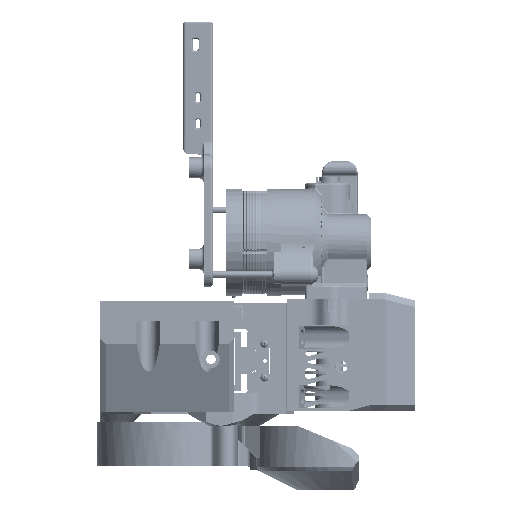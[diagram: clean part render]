
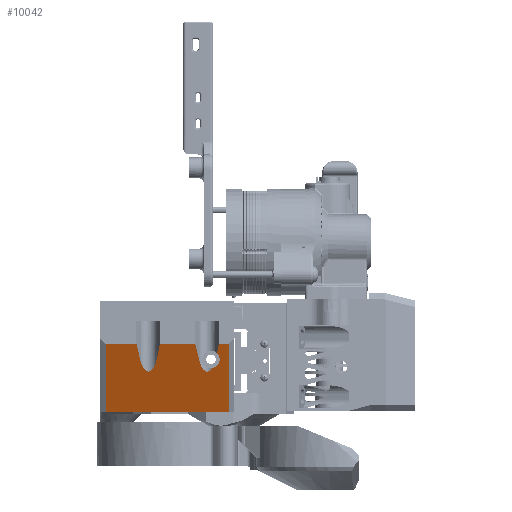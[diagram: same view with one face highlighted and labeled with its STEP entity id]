
A CAD part, left-side view. The second image highlights one B-rep face of the part: STEP entity #10042.
In plain terms, the highlighted planar face has unit normal (-0.92, 0, -0.392).
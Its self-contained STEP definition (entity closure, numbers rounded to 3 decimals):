
#10042=ADVANCED_FACE('',(#42228),#42230,.F.);
#42228=FACE_BOUND('',#42229,.T.);
#42229=EDGE_LOOP('',(#70651,#70652,#70653,#70654,#70655,#70656,#70657,#70658,#70659,
#70660,#70661,#70662,#70663));
#42230=PLANE('',#42231);
#42231=AXIS2_PLACEMENT_3D('',#42232,#42233,#42234);
#42232=CARTESIAN_POINT('',(-11.,-425.539,-16.5));
#42233=DIRECTION('',(0.92,0.,0.392));
#42234=DIRECTION('',(0.392,0.,-0.92));
#70651=ORIENTED_EDGE('',*,*,#84644,.T.);
#70652=ORIENTED_EDGE('',*,*,#84889,.T.);
#70653=ORIENTED_EDGE('',*,*,#84661,.T.);
#70654=ORIENTED_EDGE('',*,*,#84660,.T.);
#70655=ORIENTED_EDGE('',*,*,#84888,.T.);
#70656=ORIENTED_EDGE('',*,*,#84639,.F.);
#70657=ORIENTED_EDGE('',*,*,#84887,.T.);
#70658=ORIENTED_EDGE('',*,*,#84669,.F.);
#70659=ORIENTED_EDGE('',*,*,#84886,.T.);
#70660=ORIENTED_EDGE('',*,*,#84653,.F.);
#70661=ORIENTED_EDGE('',*,*,#84805,.T.);
#70662=ORIENTED_EDGE('',*,*,#84651,.T.);
#70663=ORIENTED_EDGE('',*,*,#84885,.T.);
#84639=EDGE_CURVE('',#96089,#96090,#96091,.T.);
#84644=EDGE_CURVE('',#96099,#96097,#96100,.T.);
#84651=EDGE_CURVE('',#96108,#96110,#96112,.T.);
#84653=EDGE_CURVE('',#96114,#96116,#96117,.T.);
#84660=EDGE_CURVE('',#96121,#96127,#96129,.T.);
#84661=EDGE_CURVE('',#96130,#96121,#96131,.T.);
#84669=EDGE_CURVE('',#96144,#96145,#96146,.T.);
#84805=EDGE_CURVE('',#96114,#96108,#96379,.T.);
#84885=EDGE_CURVE('',#96110,#96099,#96493,.T.);
#84886=EDGE_CURVE('',#96144,#96116,#96494,.T.);
#84887=EDGE_CURVE('',#96089,#96145,#96495,.T.);
#84888=EDGE_CURVE('',#96127,#96090,#96496,.T.);
#84889=EDGE_CURVE('',#96097,#96130,#96497,.T.);
#96089=VERTEX_POINT('',#123380);
#96090=VERTEX_POINT('',#123381);
#96091=LINE('',#123382,#123383);
#96097=VERTEX_POINT('',#123396);
#96099=VERTEX_POINT('',#123401);
#96100=LINE('',#123402,#123403);
#96108=VERTEX_POINT('',#123420);
#96110=VERTEX_POINT('',#123424);
#96112=LINE('',#123428,#123429);
#96114=VERTEX_POINT('',#123432);
#96116=VERTEX_POINT('',#123436);
#96117=LINE('',#123437,#123438);
#96121=VERTEX_POINT('',#123447);
#96127=VERTEX_POINT('',#123459);
#96129=LINE('',#123463,#123464);
#96130=VERTEX_POINT('',#123466);
#96131=(BOUNDED_CURVE()B_SPLINE_CURVE(3,
(#123467,#123468,#123469,#123470),
.UNSPECIFIED.,.F.,.F.)B_SPLINE_CURVE_WITH_KNOTS((4,4),
(0.,1.),
.UNSPECIFIED.)CURVE()GEOMETRIC_REPRESENTATION_ITEM()RATIONAL_B_SPLINE_CURVE((1.,
0.792,0.792,1.))REPRESENTATION_ITEM(''));
#96144=VERTEX_POINT('',#123642);
#96145=VERTEX_POINT('',#123643);
#96146=LINE('',#123644,#123645);
#96379=LINE('',#124662,#124663);
#96493=LINE('',#125102,#125103);
#96494=LINE('',#125105,#125106);
#96495=(BOUNDED_CURVE()B_SPLINE_CURVE(3,
(#125108,#125109,#125110,#125111),
.UNSPECIFIED.,.F.,.F.)B_SPLINE_CURVE_WITH_KNOTS((4,4),
(0.,1.),
.UNSPECIFIED.)CURVE()GEOMETRIC_REPRESENTATION_ITEM()RATIONAL_B_SPLINE_CURVE((1.,
0.651,0.651,1.))REPRESENTATION_ITEM(''));
#96496=LINE('',#125112,#125113);
#96497=(BOUNDED_CURVE()B_SPLINE_CURVE(3,
(#125115,#125116,#125117,#125118),
.UNSPECIFIED.,.F.,.F.)B_SPLINE_CURVE_WITH_KNOTS((4,4),
(0.,1.),
.UNSPECIFIED.)CURVE()GEOMETRIC_REPRESENTATION_ITEM()RATIONAL_B_SPLINE_CURVE((1.,
0.63,0.63,1.))REPRESENTATION_ITEM(''));
#123380=CARTESIAN_POINT('',(-8.597,7.935,-22.146));
#123381=CARTESIAN_POINT('',(-10.9,6.767,-16.735));
#123382=CARTESIAN_POINT('',(-8.597,7.935,-22.146));
#123383=VECTOR('',#123384,1.);
#123384=DIRECTION('',(-0.384,-0.195,0.903));
#123396=CARTESIAN_POINT('',(-9.585,-12.566,-19.825));
#123401=CARTESIAN_POINT('',(-10.9,-13.233,-16.735));
#123402=CARTESIAN_POINT('',(-10.9,-13.233,-16.735));
#123403=VECTOR('',#123404,1.);
#123404=DIRECTION('',(0.384,0.195,-0.903));
#123420=CARTESIAN_POINT('',(-1.,-16.5,-40.));
#123424=CARTESIAN_POINT('',(-10.9,-16.5,-16.735));
#123428=CARTESIAN_POINT('',(-1.,-16.5,-40.));
#123429=VECTOR('',#123430,1.);
#123430=DIRECTION('',(-0.392,0.,0.92));
#123432=CARTESIAN_POINT('',(-1.,25.21,-40.));
#123436=CARTESIAN_POINT('',(-10.9,25.21,-16.735));
#123437=CARTESIAN_POINT('',(-1.,25.21,-40.));
#123438=VECTOR('',#123439,1.);
#123439=DIRECTION('',(-0.392,0.,0.92));
#123447=CARTESIAN_POINT('',(-8.45,-6.615,-22.493));
#123459=CARTESIAN_POINT('',(-10.9,-5.201,-16.735));
#123463=CARTESIAN_POINT('',(-8.45,-6.615,-22.493));
#123464=VECTOR('',#123465,1.);
#123465=DIRECTION('',(-0.382,0.221,0.898));
#123466=CARTESIAN_POINT('',(-7.4,-10.988,-24.96));
#123467=CARTESIAN_POINT('',(-7.4,-10.988,-24.96));
#123468=CARTESIAN_POINT('',(-6.37,-9.401,-27.381));
#123469=CARTESIAN_POINT('',(-6.811,-7.561,-26.343));
#123470=CARTESIAN_POINT('',(-8.45,-6.615,-22.493));
#123642=CARTESIAN_POINT('',(-10.9,14.799,-16.735));
#123643=CARTESIAN_POINT('',(-8.45,13.385,-22.493));
#123644=CARTESIAN_POINT('',(-10.9,14.799,-16.735));
#123645=VECTOR('',#123646,1.);
#123646=DIRECTION('',(0.382,-0.221,-0.898));
#124662=CARTESIAN_POINT('',(-1.,25.21,-40.));
#124663=VECTOR('',#124664,1.);
#124664=DIRECTION('',(0.,-1.,0.));
#125102=CARTESIAN_POINT('',(-10.9,-16.5,-16.735));
#125103=VECTOR('',#125104,1.);
#125104=DIRECTION('',(0.,1.,0.));
#125105=CARTESIAN_POINT('',(-10.9,14.799,-16.735));
#125106=VECTOR('',#125107,1.);
#125107=DIRECTION('',(0.,1.,0.));
#125108=CARTESIAN_POINT('',(-8.597,7.935,-22.146));
#125109=CARTESIAN_POINT('',(-6.108,9.198,-27.996));
#125110=CARTESIAN_POINT('',(-6.032,11.989,-28.174));
#125111=CARTESIAN_POINT('',(-8.45,13.385,-22.493));
#125112=CARTESIAN_POINT('',(-10.9,-5.201,-16.735));
#125113=VECTOR('',#125114,1.);
#125114=DIRECTION('',(0.,1.,0.));
#125115=CARTESIAN_POINT('',(-9.585,-12.566,-19.825));
#125116=CARTESIAN_POINT('',(-8.753,-14.626,-21.781));
#125117=CARTESIAN_POINT('',(-7.597,-13.792,-24.498));
#125118=CARTESIAN_POINT('',(-7.4,-10.988,-24.96));
